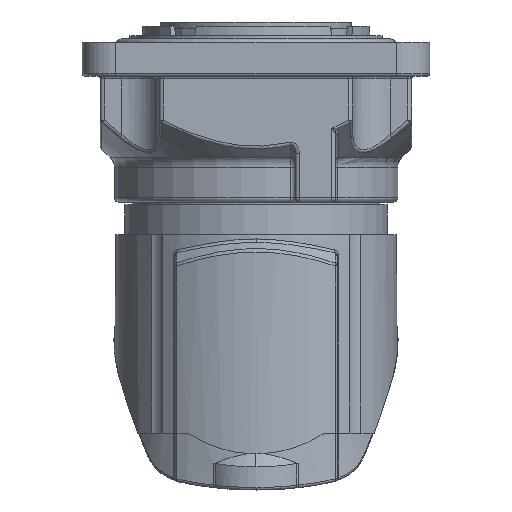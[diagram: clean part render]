
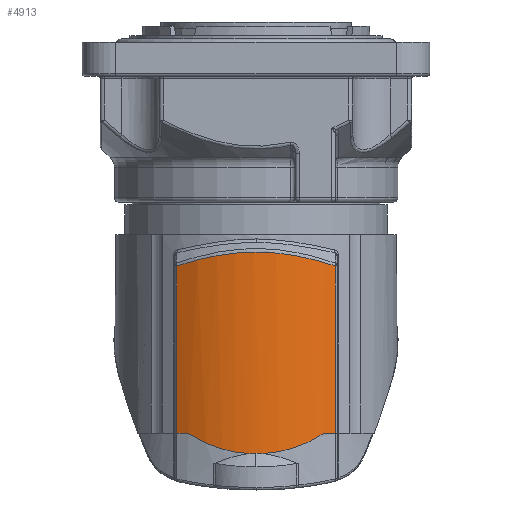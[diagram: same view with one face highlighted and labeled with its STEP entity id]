
A CAD part, left-side view. The second image highlights one B-rep face of the part: STEP entity #4913.
In plain terms, the highlighted cylindrical face has radius 11.484 mm (diameter 22.967 mm), a partial arc.
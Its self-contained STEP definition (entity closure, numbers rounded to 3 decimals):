
#3584=B_SPLINE_CURVE_WITH_KNOTS('',3,(#35417,#35418,#35419,#35420,#35421,
#35422,#35423,#35424,#35425,#35426,#35427,#35428,#35429,#35430,#35431,#35432,
#35433,#35434,#35435,#35436),.UNSPECIFIED.,.F.,.F.,(4,2,2,2,2,2,2,2,2,4),
(0.,0.25,0.375,0.438,0.469,0.5,0.625,0.75,0.875,1.),.UNSPECIFIED.);
#3585=B_SPLINE_CURVE_WITH_KNOTS('',3,(#35499,#35500,#35501,#35502),
 .UNSPECIFIED.,.F.,.F.,(4,4),(0.,1.),.UNSPECIFIED.);
#3586=B_SPLINE_CURVE_WITH_KNOTS('',3,(#35505,#35506,#35507,#35508),
 .UNSPECIFIED.,.F.,.F.,(4,4),(0.,1.),.UNSPECIFIED.);
#3587=B_SPLINE_CURVE_WITH_KNOTS('',3,(#35510,#35511,#35512,#35513),
 .UNSPECIFIED.,.F.,.F.,(4,4),(0.,1.),.UNSPECIFIED.);
#3588=B_SPLINE_CURVE_WITH_KNOTS('',3,(#35515,#35516,#35517,#35518),
 .UNSPECIFIED.,.F.,.F.,(4,4),(0.,1.),.UNSPECIFIED.);
#3589=B_SPLINE_CURVE_WITH_KNOTS('',3,(#35520,#35521,#35522,#35523),
 .UNSPECIFIED.,.F.,.F.,(4,4),(0.,1.),.UNSPECIFIED.);
#3590=B_SPLINE_CURVE_WITH_KNOTS('',3,(#35526,#35527,#35528,#35529),
 .UNSPECIFIED.,.F.,.F.,(4,4),(0.,1.),.UNSPECIFIED.);
#3591=B_SPLINE_CURVE_WITH_KNOTS('',3,(#35531,#35532,#35533,#35534),
 .UNSPECIFIED.,.F.,.F.,(4,4),(0.,1.),.UNSPECIFIED.);
#4913=ADVANCED_FACE('',(#6563),#5893,.T.);
#5893=CYLINDRICAL_SURFACE('',#23447,11.484);
#6563=FACE_OUTER_BOUND('',#7755,.T.);
#7755=EDGE_LOOP('',(#12703,#12704,#12705,#12706,#12707,#12708,#12709,#12710,
#12711,#12712));
#9005=LINE('',#35369,#9995);
#9006=LINE('',#35525,#9996);
#9995=VECTOR('',#26423,1.);
#9996=VECTOR('',#26438,1.);
#12703=ORIENTED_EDGE('',*,*,#20308,.T.);
#12704=ORIENTED_EDGE('',*,*,#20309,.F.);
#12705=ORIENTED_EDGE('',*,*,#20310,.T.);
#12706=ORIENTED_EDGE('',*,*,#20311,.T.);
#12707=ORIENTED_EDGE('',*,*,#20312,.T.);
#12708=ORIENTED_EDGE('',*,*,#20313,.F.);
#12709=ORIENTED_EDGE('',*,*,#20306,.F.);
#12710=ORIENTED_EDGE('',*,*,#20299,.T.);
#12711=ORIENTED_EDGE('',*,*,#20314,.T.);
#12712=ORIENTED_EDGE('',*,*,#20315,.T.);
#17825=VERTEX_POINT('',#35368);
#17826=VERTEX_POINT('',#35370);
#17829=VERTEX_POINT('',#35437);
#17830=VERTEX_POINT('',#35503);
#17831=VERTEX_POINT('',#35504);
#17832=VERTEX_POINT('',#35509);
#17833=VERTEX_POINT('',#35514);
#17834=VERTEX_POINT('',#35519);
#17835=VERTEX_POINT('',#35524);
#17836=VERTEX_POINT('',#35530);
#20299=EDGE_CURVE('',#17826,#17825,#9005,.T.);
#20306=EDGE_CURVE('',#17826,#17829,#3584,.T.);
#20308=EDGE_CURVE('',#17830,#17831,#3585,.T.);
#20309=EDGE_CURVE('',#17832,#17831,#3586,.T.);
#20310=EDGE_CURVE('',#17832,#17833,#3587,.T.);
#20311=EDGE_CURVE('',#17833,#17834,#3588,.T.);
#20312=EDGE_CURVE('',#17834,#17835,#3589,.T.);
#20313=EDGE_CURVE('',#17829,#17835,#9006,.T.);
#20314=EDGE_CURVE('',#17825,#17836,#3590,.T.);
#20315=EDGE_CURVE('',#17836,#17830,#3591,.T.);
#23447=AXIS2_PLACEMENT_3D('',#35535,#26439,#26440);
#26423=DIRECTION('',(0.,0.,-1.));
#26438=DIRECTION('',(0.,0.,-1.));
#26439=DIRECTION('',(0.,0.,1.));
#26440=DIRECTION('',(1.,0.,0.));
#35368=CARTESIAN_POINT('',(-9.88,5.853,-28.93));
#35369=CARTESIAN_POINT('',(-9.88,5.853,-39.28));
#35370=CARTESIAN_POINT('',(-9.88,5.853,-16.552));
#35417=CARTESIAN_POINT('',(-9.88,5.853,-16.552));
#35418=CARTESIAN_POINT('',(-10.446,4.898,-16.243));
#35419=CARTESIAN_POINT('',(-10.82,3.953,-15.987));
#35420=CARTESIAN_POINT('',(-11.187,2.635,-15.738));
#35421=CARTESIAN_POINT('',(-11.276,2.212,-15.675));
#35422=CARTESIAN_POINT('',(-11.372,1.612,-15.608));
#35423=CARTESIAN_POINT('',(-11.397,1.418,-15.59));
#35424=CARTESIAN_POINT('',(-11.428,1.136,-15.569));
#35425=CARTESIAN_POINT('',(-11.437,1.043,-15.562));
#35426=CARTESIAN_POINT('',(-11.452,0.861,-15.552));
#35427=CARTESIAN_POINT('',(-11.455,0.829,-15.55));
#35428=CARTESIAN_POINT('',(-11.498,0.106,-15.519));
#35429=CARTESIAN_POINT('',(-11.49,-0.506,-15.524));
#35430=CARTESIAN_POINT('',(-11.364,-1.772,-15.614));
#35431=CARTESIAN_POINT('',(-11.236,-2.43,-15.705));
#35432=CARTESIAN_POINT('',(-10.963,-3.461,-15.893));
#35433=CARTESIAN_POINT('',(-10.829,-3.863,-15.984));
#35434=CARTESIAN_POINT('',(-10.394,-4.916,-16.261));
#35435=CARTESIAN_POINT('',(-10.147,-5.403,-16.409));
#35436=CARTESIAN_POINT('',(-9.88,-5.853,-16.552));
#35437=CARTESIAN_POINT('',(-9.88,-5.853,-16.552));
#35499=CARTESIAN_POINT('',(-11.471,0.535,-30.414));
#35500=CARTESIAN_POINT('',(-11.475,0.463,-30.408));
#35501=CARTESIAN_POINT('',(-11.477,0.391,-30.401));
#35502=CARTESIAN_POINT('',(-11.479,0.318,-30.394));
#35503=CARTESIAN_POINT('',(-11.471,0.535,-30.414));
#35504=CARTESIAN_POINT('',(-11.479,0.318,-30.394));
#35505=CARTESIAN_POINT('',(-11.479,-0.318,-30.394));
#35506=CARTESIAN_POINT('',(-11.485,-0.107,-30.402));
#35507=CARTESIAN_POINT('',(-11.485,0.107,-30.402));
#35508=CARTESIAN_POINT('',(-11.479,0.318,-30.394));
#35509=CARTESIAN_POINT('',(-11.479,-0.318,-30.394));
#35510=CARTESIAN_POINT('',(-11.479,-0.318,-30.394));
#35511=CARTESIAN_POINT('',(-11.477,-0.391,-30.401));
#35512=CARTESIAN_POINT('',(-11.475,-0.463,-30.408));
#35513=CARTESIAN_POINT('',(-11.471,-0.535,-30.414));
#35514=CARTESIAN_POINT('',(-11.471,-0.535,-30.414));
#35515=CARTESIAN_POINT('',(-11.471,-0.535,-30.414));
#35516=CARTESIAN_POINT('',(-11.398,-2.103,-30.323));
#35517=CARTESIAN_POINT('',(-11.002,-3.617,-29.828));
#35518=CARTESIAN_POINT('',(-10.352,-4.97,-28.93));
#35519=CARTESIAN_POINT('',(-10.356,-4.962,-28.926));
#35520=CARTESIAN_POINT('',(-10.352,-4.97,-28.93));
#35521=CARTESIAN_POINT('',(-10.208,-5.271,-28.93));
#35522=CARTESIAN_POINT('',(-10.05,-5.566,-28.93));
#35523=CARTESIAN_POINT('',(-9.88,-5.853,-28.93));
#35524=CARTESIAN_POINT('',(-9.88,-5.853,-28.93));
#35525=CARTESIAN_POINT('',(-9.88,-5.853,61.578));
#35526=CARTESIAN_POINT('',(-9.88,5.853,-28.93));
#35527=CARTESIAN_POINT('',(-10.05,5.566,-28.93));
#35528=CARTESIAN_POINT('',(-10.208,5.271,-28.93));
#35529=CARTESIAN_POINT('',(-10.352,4.97,-28.93));
#35530=CARTESIAN_POINT('',(-10.352,4.97,-28.93));
#35531=CARTESIAN_POINT('',(-10.352,4.97,-28.93));
#35532=CARTESIAN_POINT('',(-11.002,3.618,-29.828));
#35533=CARTESIAN_POINT('',(-11.398,2.103,-30.323));
#35534=CARTESIAN_POINT('',(-11.471,0.535,-30.414));
#35535=CARTESIAN_POINT('',(0.,0.,
-39.28));
